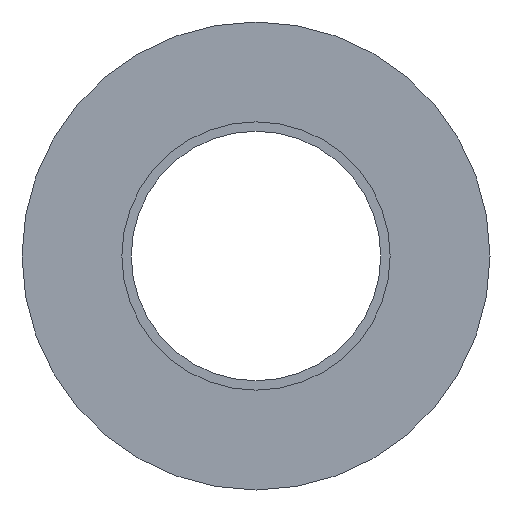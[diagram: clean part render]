
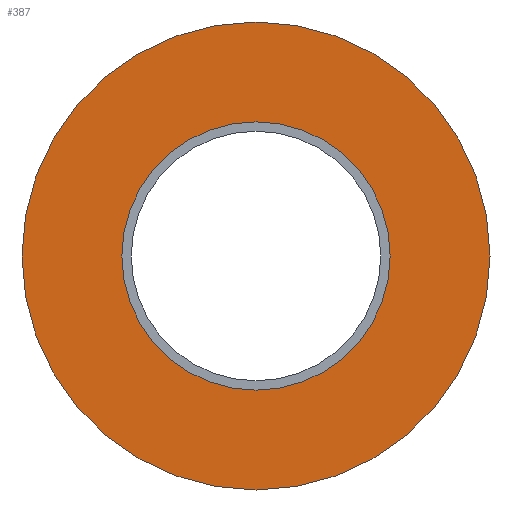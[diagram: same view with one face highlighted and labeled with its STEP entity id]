
A CAD part, front view. The second image highlights one B-rep face of the part: STEP entity #387.
In plain terms, the highlighted planar face has unit normal (0, -1, 0).
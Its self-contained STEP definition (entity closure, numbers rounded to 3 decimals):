
#1 = CARTESIAN_POINT ( 'NONE',  ( -15., 0., 0. ) ) ;
#24 = ORIENTED_EDGE ( 'NONE', *, *, #450, .T. ) ;
#66 = DIRECTION ( 'NONE',  ( 0., -1., 0. ) ) ;
#165 = CIRCLE ( 'NONE', #265, 15. ) ;
#166 = CARTESIAN_POINT ( 'NONE',  ( 0., 0., 0. ) ) ;
#172 = DIRECTION ( 'NONE',  ( 0., -1., 0. ) ) ;
#178 = CIRCLE ( 'NONE', #230, 8.6 ) ;
#188 = EDGE_CURVE ( 'NONE', #293, #354, #414, .T. ) ;
#203 = CARTESIAN_POINT ( 'NONE',  ( 0., 0., 15. ) ) ;
#204 = DIRECTION ( 'NONE',  ( 0., 0., -1. ) ) ;
#227 = AXIS2_PLACEMENT_3D ( 'NONE', #547, #66, #320 ) ;
#228 = EDGE_LOOP ( 'NONE', ( #282, #258 ) ) ;
#230 = AXIS2_PLACEMENT_3D ( 'NONE', #304, #250, #315 ) ;
#235 = AXIS2_PLACEMENT_3D ( 'NONE', #1, #346, #451 ) ;
#241 = CARTESIAN_POINT ( 'NONE',  ( 0., 0., -15. ) ) ;
#242 = FACE_OUTER_BOUND ( 'NONE', #332, .T. ) ;
#243 = CIRCLE ( 'NONE', #227, 8.6 ) ;
#250 = DIRECTION ( 'NONE',  ( 0., -1., 0. ) ) ;
#258 = ORIENTED_EDGE ( 'NONE', *, *, #460, .F. ) ;
#265 = AXIS2_PLACEMENT_3D ( 'NONE', #166, #172, #204 ) ;
#282 = ORIENTED_EDGE ( 'NONE', *, *, #378, .F. ) ;
#293 = VERTEX_POINT ( 'NONE', #241 ) ;
#296 = CARTESIAN_POINT ( 'NONE',  ( 0., 0., -8.6 ) ) ;
#304 = CARTESIAN_POINT ( 'NONE',  ( 0., 0., 0. ) ) ;
#315 = DIRECTION ( 'NONE',  ( 0., 0., -1. ) ) ;
#320 = DIRECTION ( 'NONE',  ( 0., 0., -1. ) ) ;
#324 = AXIS2_PLACEMENT_3D ( 'NONE', #426, #416, #425 ) ;
#325 = VERTEX_POINT ( 'NONE', #296 ) ;
#332 = EDGE_LOOP ( 'NONE', ( #393, #24 ) ) ;
#346 = DIRECTION ( 'NONE',  ( 0., 1., 0. ) ) ;
#354 = VERTEX_POINT ( 'NONE', #203 ) ;
#363 = CARTESIAN_POINT ( 'NONE',  ( 0., 0., 8.6 ) ) ;
#378 = EDGE_CURVE ( 'NONE', #325, #512, #243, .T. ) ;
#387 = ADVANCED_FACE ( 'NONE', ( #523, #242 ), #576, .F. ) ;
#393 = ORIENTED_EDGE ( 'NONE', *, *, #188, .T. ) ;
#414 = CIRCLE ( 'NONE', #324, 15. ) ;
#416 = DIRECTION ( 'NONE',  ( 0., -1., 0. ) ) ;
#425 = DIRECTION ( 'NONE',  ( 0., 0., -1. ) ) ;
#426 = CARTESIAN_POINT ( 'NONE',  ( 0., 0., 0. ) ) ;
#450 = EDGE_CURVE ( 'NONE', #354, #293, #165, .T. ) ;
#451 = DIRECTION ( 'NONE',  ( 0., 0., 1. ) ) ;
#460 = EDGE_CURVE ( 'NONE', #512, #325, #178, .T. ) ;
#512 = VERTEX_POINT ( 'NONE', #363 ) ;
#523 = FACE_BOUND ( 'NONE', #228, .T. ) ;
#547 = CARTESIAN_POINT ( 'NONE',  ( 0., 0., 0. ) ) ;
#576 = PLANE ( 'NONE',  #235 ) ;
